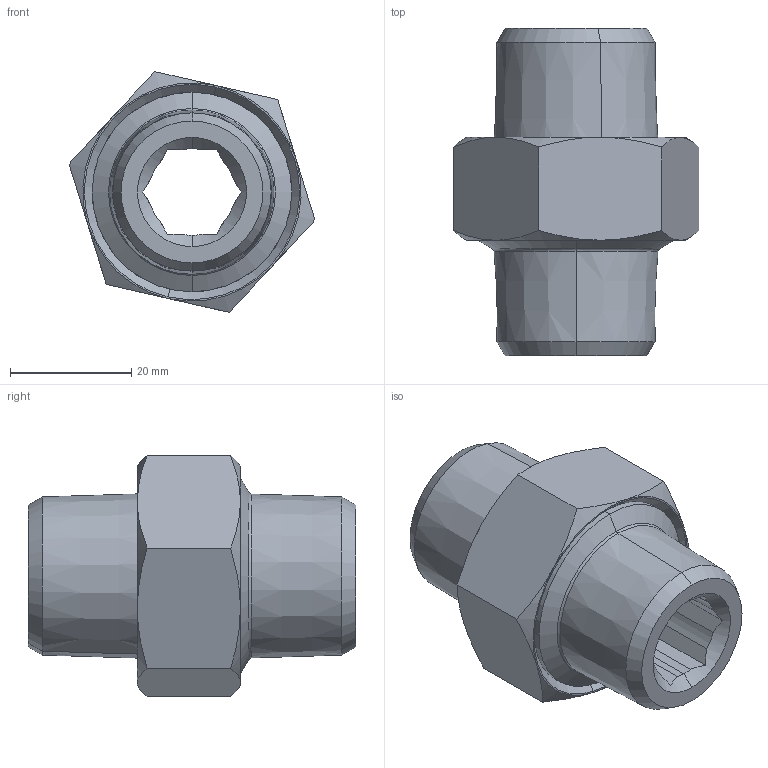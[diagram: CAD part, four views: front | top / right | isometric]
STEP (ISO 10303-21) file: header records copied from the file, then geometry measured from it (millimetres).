
FILE_DESCRIPTION (( 'STEP AP214' ), '1' );
FILE_NAME ('0206000005.STEP', '2016-12-07T09:18:01', ( '' ), ( '' ), 'SwSTEP 2.0', 'SolidWorks 2016', '' );
FILE_SCHEMA (( 'AUTOMOTIVE_DESIGN' ));
Length unit declared in the file: millimetre
Products named in the file (2): 0206000005
Bounding box: 40.53 x 54.03 x 39.72 mm (x, y, z)
Surface area: 9822.8 mm2 (no closed solid volume)
Topology: 0 solids, 3 shells, 70 faces, 168 edges, 103 vertices
Faces by surface type: cone 30, plane 23, cylinder 13, torus 4
Entity records: 3008 total; most frequent: CARTESIAN_POINT 635, DIRECTION 335, ORIENTED_EDGE 307, EDGE_CURVE 168, AXIS2_PLACEMENT_3D 143, VERTEX_POINT 103, EDGE_LOOP 75, UNCERTAINTY_MEASURE_WITH_UNIT 72
